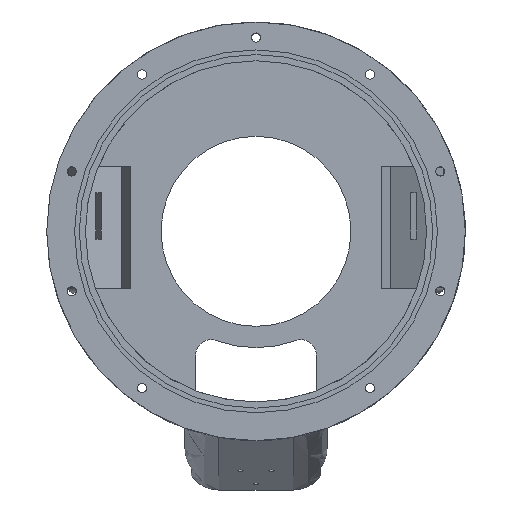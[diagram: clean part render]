
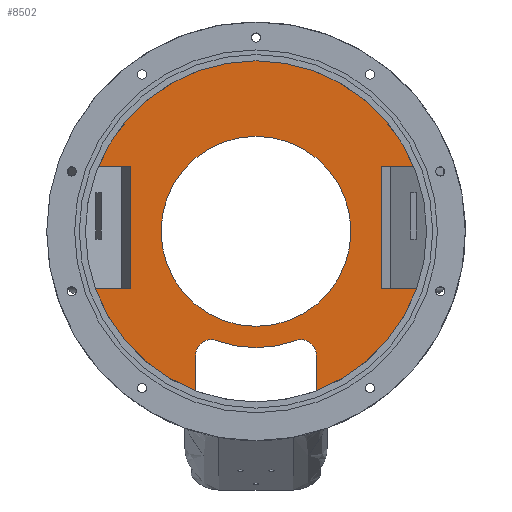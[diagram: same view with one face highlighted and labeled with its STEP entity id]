
A CAD part, front view. The second image highlights one B-rep face of the part: STEP entity #8502.
In plain terms, the highlighted planar face has unit normal (0, -1, 0).
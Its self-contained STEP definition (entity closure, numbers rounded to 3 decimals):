
#35=FACE_BOUND('',#2643,.T.);
#136=PLANE('',#9056);
#528=LINE('',#12216,#1344);
#532=LINE('',#12223,#1348);
#535=LINE('',#12229,#1351);
#542=LINE('',#12323,#1358);
#545=LINE('',#12329,#1361);
#548=LINE('',#12346,#1364);
#549=LINE('',#12350,#1365);
#550=LINE('',#12358,#1366);
#1344=VECTOR('',#9693,10.);
#1348=VECTOR('',#9699,10.);
#1351=VECTOR('',#9704,10.);
#1358=VECTOR('',#9721,10.);
#1361=VECTOR('',#9726,10.);
#1364=VECTOR('',#9739,10.);
#1365=VECTOR('',#9742,10.);
#1366=VECTOR('',#9749,10.);
#2152=FACE_OUTER_BOUND('',#2642,.T.);
#2642=EDGE_LOOP('',(#6032,#6033,#6034,#6035,#6036,#6037,#6038,#6039,#6040,
#6041,#6042,#6043,#6044,#6045));
#2643=EDGE_LOOP('',(#6046));
#3500=CIRCLE('',#9057,110.);
#3501=CIRCLE('',#9058,110.);
#3502=CIRCLE('',#9059,10.);
#3503=CIRCLE('',#9060,75.);
#3504=CIRCLE('',#9061,10.);
#3505=CIRCLE('',#9062,110.);
#3506=CIRCLE('',#9063,61.25);
#3687=VERTEX_POINT('',#12213);
#3688=VERTEX_POINT('',#12215);
#3690=VERTEX_POINT('',#12221);
#3692=VERTEX_POINT('',#12227);
#3701=VERTEX_POINT('',#12320);
#3702=VERTEX_POINT('',#12322);
#3704=VERTEX_POINT('',#12328);
#3707=VERTEX_POINT('',#12344);
#3708=VERTEX_POINT('',#12347);
#3709=VERTEX_POINT('',#12349);
#3710=VERTEX_POINT('',#12351);
#3711=VERTEX_POINT('',#12353);
#3712=VERTEX_POINT('',#12355);
#3713=VERTEX_POINT('',#12357);
#3714=VERTEX_POINT('',#12360);
#4592=EDGE_CURVE('',#3687,#3688,#528,.T.);
#4596=EDGE_CURVE('',#3690,#3687,#532,.T.);
#4599=EDGE_CURVE('',#3692,#3690,#535,.T.);
#4611=EDGE_CURVE('',#3701,#3702,#542,.T.);
#4614=EDGE_CURVE('',#3702,#3704,#545,.T.);
#4619=EDGE_CURVE('',#3692,#3707,#3500,.T.);
#4620=EDGE_CURVE('',#3704,#3707,#548,.T.);
#4621=EDGE_CURVE('',#3701,#3708,#3501,.T.);
#4622=EDGE_CURVE('',#3708,#3709,#549,.T.);
#4623=EDGE_CURVE('',#3709,#3710,#3502,.T.);
#4624=EDGE_CURVE('',#3710,#3711,#3503,.T.);
#4625=EDGE_CURVE('',#3711,#3712,#3504,.T.);
#4626=EDGE_CURVE('',#3712,#3713,#550,.T.);
#4627=EDGE_CURVE('',#3713,#3688,#3505,.T.);
#4628=EDGE_CURVE('',#3714,#3714,#3506,.T.);
#6032=ORIENTED_EDGE('',*,*,#4619,.T.);
#6033=ORIENTED_EDGE('',*,*,#4620,.F.);
#6034=ORIENTED_EDGE('',*,*,#4614,.F.);
#6035=ORIENTED_EDGE('',*,*,#4611,.F.);
#6036=ORIENTED_EDGE('',*,*,#4621,.T.);
#6037=ORIENTED_EDGE('',*,*,#4622,.T.);
#6038=ORIENTED_EDGE('',*,*,#4623,.T.);
#6039=ORIENTED_EDGE('',*,*,#4624,.T.);
#6040=ORIENTED_EDGE('',*,*,#4625,.T.);
#6041=ORIENTED_EDGE('',*,*,#4626,.T.);
#6042=ORIENTED_EDGE('',*,*,#4627,.T.);
#6043=ORIENTED_EDGE('',*,*,#4592,.F.);
#6044=ORIENTED_EDGE('',*,*,#4596,.F.);
#6045=ORIENTED_EDGE('',*,*,#4599,.F.);
#6046=ORIENTED_EDGE('',*,*,#4628,.F.);
#8502=ADVANCED_FACE('',(#2152,#35),#136,.T.);
#9056=AXIS2_PLACEMENT_3D('',#12343,#9735,#9736);
#9057=AXIS2_PLACEMENT_3D('',#12345,#9737,#9738);
#9058=AXIS2_PLACEMENT_3D('',#12348,#9740,#9741);
#9059=AXIS2_PLACEMENT_3D('',#12352,#9743,#9744);
#9060=AXIS2_PLACEMENT_3D('',#12354,#9745,#9746);
#9061=AXIS2_PLACEMENT_3D('',#12356,#9747,#9748);
#9062=AXIS2_PLACEMENT_3D('',#12359,#9750,#9751);
#9063=AXIS2_PLACEMENT_3D('',#12361,#9752,#9753);
#9693=DIRECTION('',(1.,0.,0.));
#9699=DIRECTION('',(0.,0.,-1.));
#9704=DIRECTION('',(-1.,0.,0.));
#9721=DIRECTION('',(1.,0.,0.));
#9726=DIRECTION('',(0.,0.,1.));
#9735=DIRECTION('center_axis',(0.,-1.,0.));
#9736=DIRECTION('ref_axis',(0.,0.,-1.));
#9737=DIRECTION('center_axis',(0.,-1.,0.));
#9738=DIRECTION('ref_axis',(1.,0.,0.));
#9739=DIRECTION('',(-1.,0.,0.));
#9740=DIRECTION('center_axis',(0.,-1.,0.));
#9741=DIRECTION('ref_axis',(1.,0.,0.));
#9742=DIRECTION('',(0.,0.,1.));
#9743=DIRECTION('center_axis',(0.,1.,0.));
#9744=DIRECTION('ref_axis',(-1.,0.,0.));
#9745=DIRECTION('center_axis',(0.,-1.,0.));
#9746=DIRECTION('ref_axis',(-0.341,0.,0.94));
#9747=DIRECTION('center_axis',(0.,1.,0.));
#9748=DIRECTION('ref_axis',(-0.341,0.,0.94));
#9749=DIRECTION('',(0.,0.,-1.));
#9750=DIRECTION('center_axis',(0.,-1.,0.));
#9751=DIRECTION('ref_axis',(1.,0.,0.));
#9752=DIRECTION('center_axis',(0.,-1.,0.));
#9753=DIRECTION('ref_axis',(1.,0.,0.));
#12213=CARTESIAN_POINT('',(80.936,95.5,-37.));
#12215=CARTESIAN_POINT('',(103.591,95.5,-37.));
#12216=CARTESIAN_POINT('',(38.159,95.5,-37.));
#12221=CARTESIAN_POINT('',(80.936,95.5,42.));
#12223=CARTESIAN_POINT('',(80.936,95.5,21.));
#12227=CARTESIAN_POINT('',(101.666,95.5,42.));
#12229=CARTESIAN_POINT('',(52.881,95.5,42.));
#12320=CARTESIAN_POINT('',(-103.591,95.5,-37.));
#12322=CARTESIAN_POINT('',(-80.936,95.5,-37.));
#12323=CARTESIAN_POINT('',(-38.159,95.5,-37.));
#12328=CARTESIAN_POINT('',(-80.936,95.5,42.));
#12329=CARTESIAN_POINT('',(-80.936,95.5,21.));
#12343=CARTESIAN_POINT('Origin',(61.25,95.5,0.));
#12344=CARTESIAN_POINT('',(-101.666,95.5,42.));
#12345=CARTESIAN_POINT('Origin',(0.,95.5,0.));
#12346=CARTESIAN_POINT('',(-52.881,95.5,42.));
#12347=CARTESIAN_POINT('',(-39.,95.5,-102.854));
#12348=CARTESIAN_POINT('Origin',(0.,95.5,0.));
#12349=CARTESIAN_POINT('',(-39.,95.5,-79.9));
#12350=CARTESIAN_POINT('',(-39.,95.5,-39.95));
#12351=CARTESIAN_POINT('',(-25.588,95.5,-70.5));
#12352=CARTESIAN_POINT('Origin',(-29.,95.5,-79.9));
#12353=CARTESIAN_POINT('',(25.588,95.5,-70.5));
#12354=CARTESIAN_POINT('Origin',(0.,95.5,0.));
#12355=CARTESIAN_POINT('',(39.,95.5,-79.9));
#12356=CARTESIAN_POINT('Origin',(29.,95.5,-79.9));
#12357=CARTESIAN_POINT('',(39.,95.5,-102.854));
#12358=CARTESIAN_POINT('',(39.,95.5,-67.5));
#12359=CARTESIAN_POINT('Origin',(0.,95.5,0.));
#12360=CARTESIAN_POINT('',(-61.25,95.5,0.));
#12361=CARTESIAN_POINT('Origin',(0.,95.5,0.));
